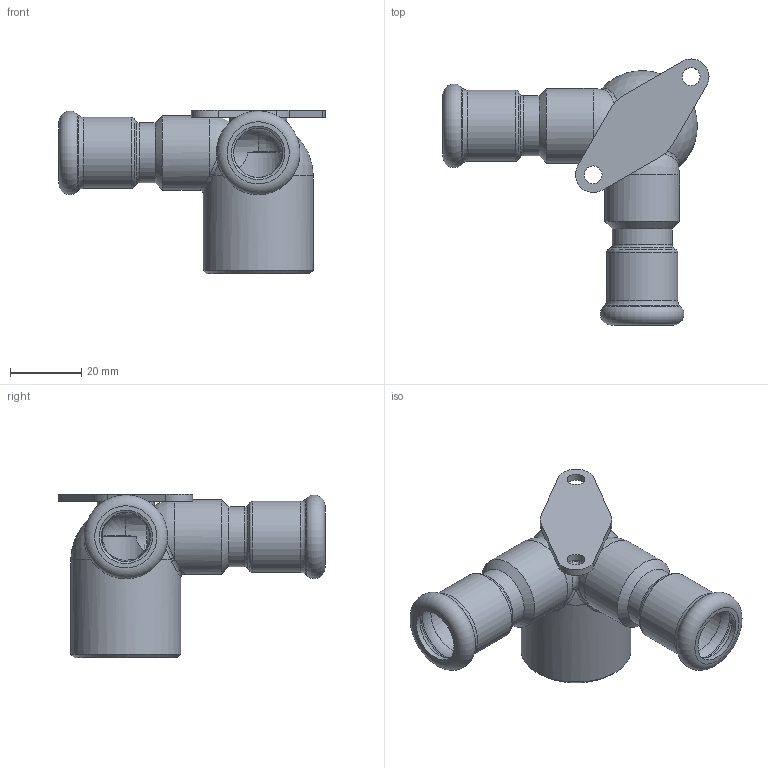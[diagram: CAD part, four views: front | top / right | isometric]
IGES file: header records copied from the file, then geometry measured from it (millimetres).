
Global section: file name: No Iges File Name specified; native system: Autodesk Inventor 2012; preprocessor: AutoDesk Inventor Iges Exporter R2012; author: frosmini; date: 20130510.114907; units: millimetre
Bounding box: 74.79 x 74.79 x 46 mm (x, y, z)
Volume: 31356.8 mm3; surface area: 18628.3 mm2
Topology: 1 solids, 1 shells, 82 faces, 197 edges, 117 vertices
Faces by surface type: revolution 33, cylinder 12, plane 11, sphere 7, cone 7, torus 6, bspline 6
Full cylindrical faces by diameter (mm): 16.094 x1, 16.8 x2, 20 x2, 21 x2, 31 x1
